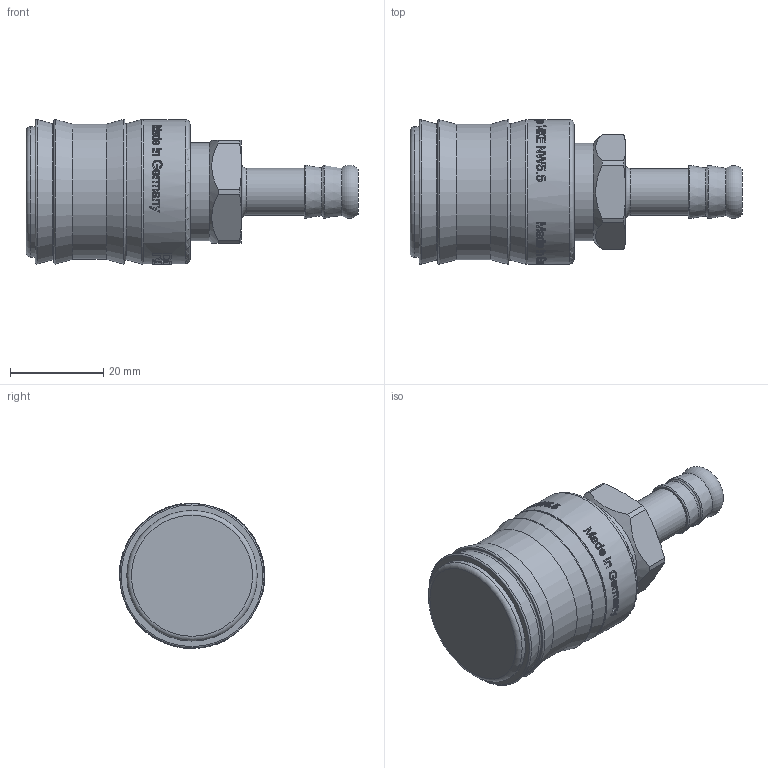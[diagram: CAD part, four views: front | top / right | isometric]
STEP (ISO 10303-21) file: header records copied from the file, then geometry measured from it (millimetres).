
FILE_DESCRIPTION(/* description */ (''),/* implementation_level */ '2;1');
FILE_NAME(/* name */ '14ketf10mpn.stp',/* time_stamp */ '2021-06-15T09:48:25+02:00',/* author */ ('IA176480'),/* organization */ (''),/* preprocessor_version */ 'ST-DEVELOPER v17.2',/* originating_system */ 'Autodesk Inventor 2019',/* authorisation */ '');
FILE_SCHEMA (('CONFIG_CONTROL_DESIGN'));
Products named in the file (1): 14KETF10MPN
Bounding box: 71.23 x 31.2 x 31.1 mm (x, y, z)
Volume: 31257 mm3; surface area: 6935.2 mm2
Topology: 1 solids, 5 shells, 548 faces, 1487 edges, 998 vertices
Faces by surface type: bspline 251, plane 211, cylinder 61, cone 13, torus 12
Full cylindrical faces by diameter (mm): 10.1 x1, 21 x1, 28 x1, 29 x1, 31 x1
Entity records: 73007 total; most frequent: CARTESIAN_POINT 60457, ORIENTED_EDGE 2974, DIRECTION 1608, EDGE_CURVE 1487, VERTEX_POINT 998, B_SPLINE_CURVE_WITH_KNOTS 676, EDGE_LOOP 597, LINE 574
